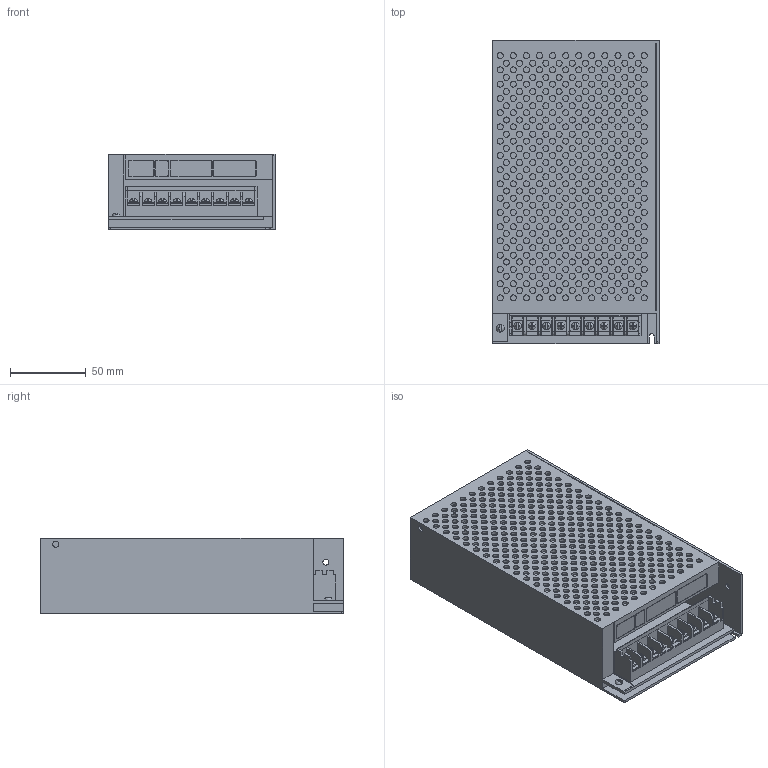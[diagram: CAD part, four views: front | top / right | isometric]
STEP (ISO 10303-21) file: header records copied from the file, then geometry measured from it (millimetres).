
FILE_DESCRIPTION(/* description */ (''),/* implementation_level */ '2;1');
FILE_NAME(/* name */ 'Power Supply 24VDC 10A v1.step',/* time_stamp */ '2021-07-01T16:11:10+08:00',/* author */ (''),/* organization */ (''),/* preprocessor_version */ 'ST-DEVELOPER v18.1',/* originating_system */ 'Autodesk Translation Framework v10.9.0.1377',/* authorisation */ '');
FILE_SCHEMA (('AUTOMOTIVE_DESIGN { 1 0 10303 214 3 1 1 }'));
Length unit declared in the file: millimetre
Products named in the file (1): Power Supply 24VDC 10A
Bounding box: 110 x 200 x 50 mm (x, y, z)
Volume: 133548.2 mm3; surface area: 150506.6 mm2
Topology: 32 solids, 32 shells, 939 faces, 2563 edges, 1708 vertices
Faces by surface type: cylinder 531, plane 396, bspline 12
Full cylindrical faces by diameter (mm): 2.5 x1, 3 x30, 4 x405, 5 x11
Entity records: 32840 total; most frequent: CARTESIAN_POINT 6527, DIRECTION 5373, ORIENTED_EDGE 5126, EDGE_CURVE 2563, AXIS2_PLACEMENT_3D 2026, EDGE_LOOP 1809, VERTEX_POINT 1708, LINE 1321
